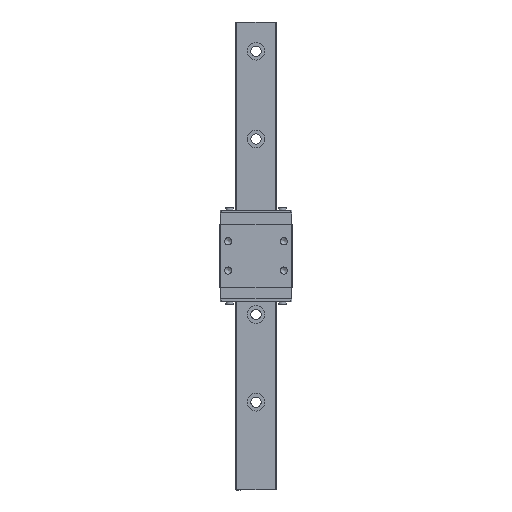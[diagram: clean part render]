
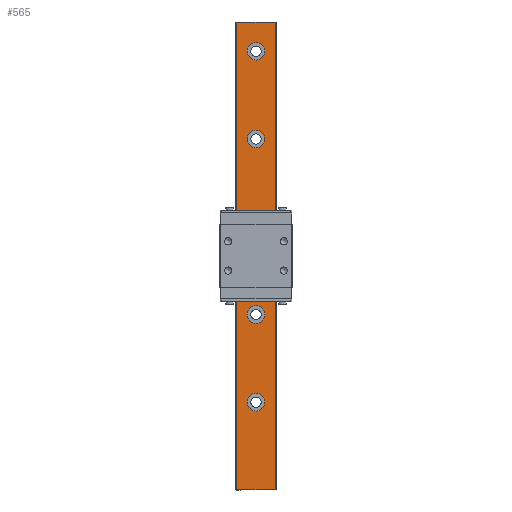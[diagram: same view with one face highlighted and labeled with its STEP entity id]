
A CAD part, top view. The second image highlights one B-rep face of the part: STEP entity #565.
In plain terms, the highlighted planar face has unit normal (0, 0, 1).
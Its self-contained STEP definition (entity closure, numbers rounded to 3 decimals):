
#565 = ADVANCED_FACE( '', ( #1157, #1158, #1159, #1160, #1161, #1162 ), #1163, .F. );
#1157 = FACE_BOUND( '', #1749, .T. );
#1158 = FACE_BOUND( '', #1750, .T. );
#1159 = FACE_BOUND( '', #1751, .T. );
#1160 = FACE_BOUND( '', #1752, .T. );
#1161 = FACE_BOUND( '', #1753, .T. );
#1162 = FACE_OUTER_BOUND( '', #1754, .T. );
#1163 = PLANE( '', #1755 );
#1749 = EDGE_LOOP( '', ( #3239 ) );
#1750 = EDGE_LOOP( '', ( #3240 ) );
#1751 = EDGE_LOOP( '', ( #3241 ) );
#1752 = EDGE_LOOP( '', ( #3242 ) );
#1753 = EDGE_LOOP( '', ( #3243 ) );
#1754 = EDGE_LOOP( '', ( #3244, #3245, #3246, #3247 ) );
#1755 = AXIS2_PLACEMENT_3D( '', #3248, #3249, #3250 );
#3239 = ORIENTED_EDGE( '', *, *, #3834, .T. );
#3240 = ORIENTED_EDGE( '', *, *, #3968, .T. );
#3241 = ORIENTED_EDGE( '', *, *, #3412, .T. );
#3242 = ORIENTED_EDGE( '', *, *, #3585, .T. );
#3243 = ORIENTED_EDGE( '', *, *, #3572, .T. );
#3244 = ORIENTED_EDGE( '', *, *, #3509, .T. );
#3245 = ORIENTED_EDGE( '', *, *, #3898, .F. );
#3246 = ORIENTED_EDGE( '', *, *, #3533, .F. );
#3247 = ORIENTED_EDGE( '', *, *, #3522, .T. );
#3248 = CARTESIAN_POINT( '', ( -6.574, -80., 5.5 ) );
#3249 = DIRECTION( '', ( 0., 0., -1. ) );
#3250 = DIRECTION( '', ( -1., 0., 0. ) );
#3412 = EDGE_CURVE( '', #4055, #4055, #4056, .T. );
#3509 = EDGE_CURVE( '', #4224, #4222, #4225, .T. );
#3522 = EDGE_CURVE( '', #4245, #4224, #4246, .T. );
#3533 = EDGE_CURVE( '', #4245, #4264, #4265, .T. );
#3572 = EDGE_CURVE( '', #4332, #4332, #4333, .T. );
#3585 = EDGE_CURVE( '', #4353, #4353, #4354, .T. );
#3834 = EDGE_CURVE( '', #4723, #4723, #4724, .T. );
#3898 = EDGE_CURVE( '', #4264, #4222, #4802, .T. );
#3968 = EDGE_CURVE( '', #4878, #4878, #4879, .T. );
#4055 = VERTEX_POINT( '', #4991 );
#4056 = CIRCLE( '', #4992, 3. );
#4222 = VERTEX_POINT( '', #5220 );
#4224 = VERTEX_POINT( '', #5222 );
#4225 = LINE( '', #5223, #5224 );
#4245 = VERTEX_POINT( '', #5250 );
#4246 = LINE( '', #5251, #5252 );
#4264 = VERTEX_POINT( '', #5274 );
#4265 = LINE( '', #5275, #5276 );
#4332 = VERTEX_POINT( '', #5366 );
#4333 = CIRCLE( '', #5367, 3. );
#4353 = VERTEX_POINT( '', #5393 );
#4354 = CIRCLE( '', #5394, 3. );
#4723 = VERTEX_POINT( '', #5922 );
#4724 = CIRCLE( '', #5923, 3. );
#4802 = LINE( '', #6035, #6036 );
#4878 = VERTEX_POINT( '', #6139 );
#4879 = CIRCLE( '', #6140, 3. );
#4991 = CARTESIAN_POINT( '', ( 0., 7., 5.5 ) );
#4992 = AXIS2_PLACEMENT_3D( '', #6204, #6205, #6206 );
#5220 = CARTESIAN_POINT( '', ( -6.574, 80., 5.5 ) );
#5222 = CARTESIAN_POINT( '', ( 6.574, 80., 5.5 ) );
#5223 = CARTESIAN_POINT( '', ( -6.574, 80., 5.5 ) );
#5224 = VECTOR( '', #6314, 1000. );
#5250 = CARTESIAN_POINT( '', ( 6.574, -80., 5.5 ) );
#5251 = CARTESIAN_POINT( '', ( 6.574, -80., 5.5 ) );
#5252 = VECTOR( '', #6333, 1000. );
#5274 = CARTESIAN_POINT( '', ( -6.574, -80., 5.5 ) );
#5275 = CARTESIAN_POINT( '', ( -6.574, -80., 5.5 ) );
#5276 = VECTOR( '', #6353, 1000. );
#5366 = CARTESIAN_POINT( '', ( 0., 67., 5.5 ) );
#5367 = AXIS2_PLACEMENT_3D( '', #6404, #6405, #6406 );
#5393 = CARTESIAN_POINT( '', ( 0., 37., 5.5 ) );
#5394 = AXIS2_PLACEMENT_3D( '', #6419, #6420, #6421 );
#5922 = CARTESIAN_POINT( '', ( 0., -53., 5.5 ) );
#5923 = AXIS2_PLACEMENT_3D( '', #6662, #6663, #6664 );
#6035 = CARTESIAN_POINT( '', ( -6.574, -80., 5.5 ) );
#6036 = VECTOR( '', #6708, 1000. );
#6139 = CARTESIAN_POINT( '', ( 0., -23., 5.5 ) );
#6140 = AXIS2_PLACEMENT_3D( '', #6748, #6749, #6750 );
#6204 = CARTESIAN_POINT( '', ( 0., 10., 5.5 ) );
#6205 = DIRECTION( '', ( 0., 0., -1. ) );
#6206 = DIRECTION( '', ( 0., -1., 0. ) );
#6314 = DIRECTION( '', ( -1., 0., 0. ) );
#6333 = DIRECTION( '', ( 0., 1., 0. ) );
#6353 = DIRECTION( '', ( -1., 0., 0. ) );
#6404 = CARTESIAN_POINT( '', ( 0., 70., 5.5 ) );
#6405 = DIRECTION( '', ( 0., 0., -1. ) );
#6406 = DIRECTION( '', ( 0., -1., 0. ) );
#6419 = CARTESIAN_POINT( '', ( 0., 40., 5.5 ) );
#6420 = DIRECTION( '', ( 0., 0., -1. ) );
#6421 = DIRECTION( '', ( 0., -1., 0. ) );
#6662 = CARTESIAN_POINT( '', ( 0., -50., 5.5 ) );
#6663 = DIRECTION( '', ( 0., 0., -1. ) );
#6664 = DIRECTION( '', ( 0., -1., 0. ) );
#6708 = DIRECTION( '', ( 0., 1., 0. ) );
#6748 = CARTESIAN_POINT( '', ( 0., -20., 5.5 ) );
#6749 = DIRECTION( '', ( 0., 0., -1. ) );
#6750 = DIRECTION( '', ( 0., -1., 0. ) );
